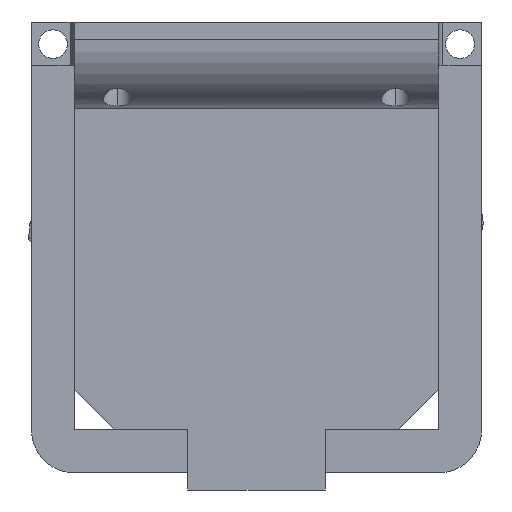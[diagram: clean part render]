
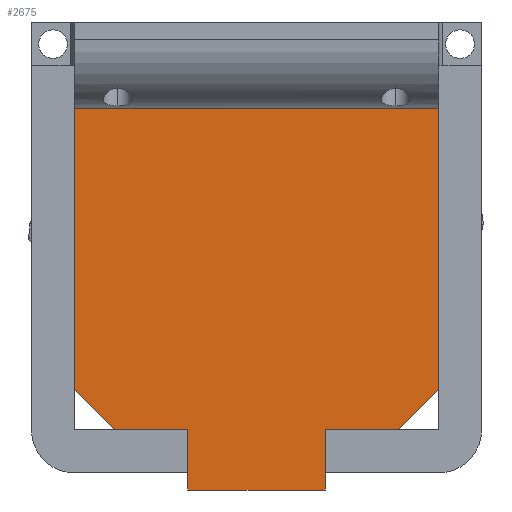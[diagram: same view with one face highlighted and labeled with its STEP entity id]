
A CAD part, front view. The second image highlights one B-rep face of the part: STEP entity #2675.
In plain terms, the highlighted face is planar.
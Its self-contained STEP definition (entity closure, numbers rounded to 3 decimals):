
#2166=DIRECTION('',(-1.,0.,0.));
#2167=VECTOR('',#2166,8.5);
#2168=CARTESIAN_POINT('',(37.65,42.3,0.));
#2169=LINE('',#2168,#2167);
#2170=DIRECTION('',(0.,-1.,0.));
#2171=VECTOR('',#2170,7.);
#2172=CARTESIAN_POINT('',(29.15,49.3,0.));
#2173=LINE('',#2172,#2171);
#2174=DIRECTION('',(1.,0.,0.));
#2175=VECTOR('',#2174,16.);
#2176=CARTESIAN_POINT('',(13.15,49.3,0.));
#2177=LINE('',#2176,#2175);
#2178=DIRECTION('',(0.,1.,0.));
#2179=VECTOR('',#2178,7.);
#2180=CARTESIAN_POINT('',(13.15,42.3,0.));
#2181=LINE('',#2180,#2179);
#2182=DIRECTION('',(-1.,0.,0.));
#2183=VECTOR('',#2182,8.5);
#2184=CARTESIAN_POINT('',(13.15,42.3,0.));
#2185=LINE('',#2184,#2183);
#2186=DIRECTION('',(-0.707,-0.707,0.));
#2187=VECTOR('',#2186,6.576);
#2188=CARTESIAN_POINT('',(4.65,42.3,0.));
#2189=LINE('',#2188,#2187);
#2190=DIRECTION('',(0.,-1.,0.));
#2191=VECTOR('',#2190,33.);
#2192=CARTESIAN_POINT('',(0.,37.65,0.));
#2193=LINE('',#2192,#2191);
#2194=DIRECTION('',(0.707,-0.707,0.));
#2195=VECTOR('',#2194,6.576);
#2196=CARTESIAN_POINT('',(0.,4.65,0.));
#2197=LINE('',#2196,#2195);
#2198=DIRECTION('',(1.,0.,0.));
#2199=VECTOR('',#2198,33.);
#2200=CARTESIAN_POINT('',(4.65,0.,0.));
#2201=LINE('',#2200,#2199);
#2202=DIRECTION('',(0.707,0.707,0.));
#2203=VECTOR('',#2202,6.576);
#2204=CARTESIAN_POINT('',(37.65,0.,0.));
#2205=LINE('',#2204,#2203);
#2206=DIRECTION('',(0.,1.,0.));
#2207=VECTOR('',#2206,33.);
#2208=CARTESIAN_POINT('',(42.3,4.65,0.));
#2209=LINE('',#2208,#2207);
#2210=DIRECTION('',(-0.707,0.707,0.));
#2211=VECTOR('',#2210,6.576);
#2212=CARTESIAN_POINT('',(42.3,37.65,0.));
#2213=LINE('',#2212,#2211);
#2532=CARTESIAN_POINT('',(4.65,0.,0.));
#2533=CARTESIAN_POINT('',(37.65,0.,0.));
#2534=VERTEX_POINT('',#2532);
#2535=VERTEX_POINT('',#2533);
#2536=CARTESIAN_POINT('',(42.3,4.65,0.));
#2537=VERTEX_POINT('',#2536);
#2538=CARTESIAN_POINT('',(42.3,37.65,0.));
#2539=VERTEX_POINT('',#2538);
#2540=CARTESIAN_POINT('',(37.65,42.3,0.));
#2541=VERTEX_POINT('',#2540);
#2542=CARTESIAN_POINT('',(4.65,42.3,0.));
#2543=CARTESIAN_POINT('',(0.,37.65,0.));
#2544=VERTEX_POINT('',#2542);
#2545=VERTEX_POINT('',#2543);
#2546=CARTESIAN_POINT('',(0.,4.65,0.));
#2547=VERTEX_POINT('',#2546);
#2620=CARTESIAN_POINT('',(13.15,49.3,0.));
#2621=CARTESIAN_POINT('',(29.15,49.3,0.));
#2622=VERTEX_POINT('',#2620);
#2623=VERTEX_POINT('',#2621);
#2632=CARTESIAN_POINT('',(13.15,42.3,0.));
#2633=VERTEX_POINT('',#2632);
#2634=CARTESIAN_POINT('',(29.15,42.3,0.));
#2635=VERTEX_POINT('',#2634);
#2644=CARTESIAN_POINT('',(0.,0.,0.));
#2645=DIRECTION('',(0.,0.,1.));
#2646=DIRECTION('',(1.,0.,0.));
#2647=AXIS2_PLACEMENT_3D('',#2644,#2645,#2646);
#2648=PLANE('',#2647);
#2650=ORIENTED_EDGE('',*,*,#2649,.T.);
#2652=ORIENTED_EDGE('',*,*,#2651,.F.);
#2654=ORIENTED_EDGE('',*,*,#2653,.F.);
#2656=ORIENTED_EDGE('',*,*,#2655,.F.);
#2658=ORIENTED_EDGE('',*,*,#2657,.T.);
#2660=ORIENTED_EDGE('',*,*,#2659,.T.);
#2662=ORIENTED_EDGE('',*,*,#2661,.T.);
#2664=ORIENTED_EDGE('',*,*,#2663,.T.);
#2666=ORIENTED_EDGE('',*,*,#2665,.T.);
#2668=ORIENTED_EDGE('',*,*,#2667,.T.);
#2670=ORIENTED_EDGE('',*,*,#2669,.T.);
#2672=ORIENTED_EDGE('',*,*,#2671,.T.);
#2673=EDGE_LOOP('',(#2650,#2652,#2654,#2656,#2658,#2660,#2662,#2664,#2666,#2668,
#2670,#2672));
#2674=FACE_OUTER_BOUND('',#2673,.F.);
#2675=ADVANCED_FACE('',(#2674),#2648,.F.);
#2649=EDGE_CURVE('',#2541,#2635,#2169,.T.);
#2651=EDGE_CURVE('',#2623,#2635,#2173,.T.);
#2653=EDGE_CURVE('',#2622,#2623,#2177,.T.);
#2655=EDGE_CURVE('',#2633,#2622,#2181,.T.);
#2657=EDGE_CURVE('',#2633,#2544,#2185,.T.);
#2659=EDGE_CURVE('',#2544,#2545,#2189,.T.);
#2661=EDGE_CURVE('',#2545,#2547,#2193,.T.);
#2663=EDGE_CURVE('',#2547,#2534,#2197,.T.);
#2665=EDGE_CURVE('',#2534,#2535,#2201,.T.);
#2667=EDGE_CURVE('',#2535,#2537,#2205,.T.);
#2669=EDGE_CURVE('',#2537,#2539,#2209,.T.);
#2671=EDGE_CURVE('',#2539,#2541,#2213,.T.);
